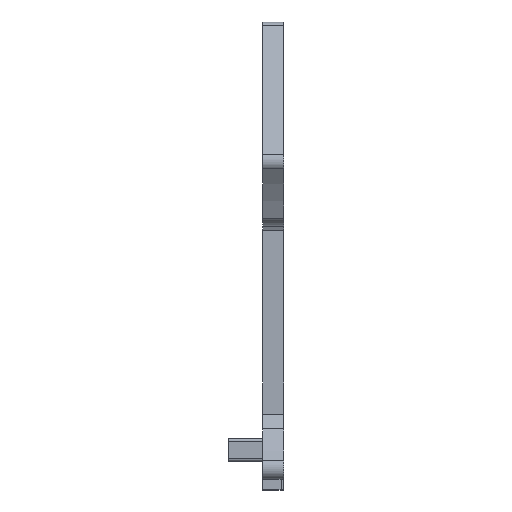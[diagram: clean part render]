
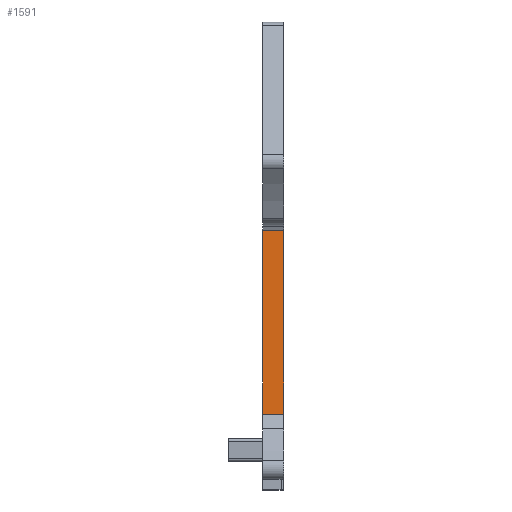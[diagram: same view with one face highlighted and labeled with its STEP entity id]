
A CAD part, front view. The second image highlights one B-rep face of the part: STEP entity #1591.
In plain terms, the highlighted planar face has unit normal (0, -1, 0).
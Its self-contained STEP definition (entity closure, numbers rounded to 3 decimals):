
#1578=AXIS2_PLACEMENT_3D('Plane Axis2P3D',#1575,#1576,#1577) ;
#259=CARTESIAN_POINT('Vertex',(2.465,6.298,5.406)) ;
#262=CARTESIAN_POINT('Line Origine',(2.465,6.298,11.955)) ;
#266=CARTESIAN_POINT('Vertex',(2.465,6.298,18.505)) ;
#477=CARTESIAN_POINT('Vertex',(3.965,6.298,18.505)) ;
#480=CARTESIAN_POINT('Line Origine',(3.965,6.298,11.955)) ;
#484=CARTESIAN_POINT('Vertex',(3.965,6.298,5.406)) ;
#1563=CARTESIAN_POINT('Line Origine',(3.215,6.298,18.505)) ;
#1575=CARTESIAN_POINT('Axis2P3D Location',(2.465,6.298,18.505)) ;
#1580=CARTESIAN_POINT('Line Origine',(3.215,6.298,5.406)) ;
#263=DIRECTION('Vector Direction',(0.,0.,-1.)) ;
#481=DIRECTION('Vector Direction',(0.,0.,-1.)) ;
#1564=DIRECTION('Vector Direction',(1.,0.,0.)) ;
#1576=DIRECTION('Axis2P3D Direction',(0.,-1.,0.)) ;
#1577=DIRECTION('Axis2P3D XDirection',(0.,0.,-1.)) ;
#1581=DIRECTION('Vector Direction',(1.,0.,0.)) ;
#264=VECTOR('Line Direction',#263,1.) ;
#482=VECTOR('Line Direction',#481,1.) ;
#1565=VECTOR('Line Direction',#1564,1.) ;
#1582=VECTOR('Line Direction',#1581,1.) ;
#1586=ORIENTED_EDGE('',*,*,#1567,.F.) ;
#1587=ORIENTED_EDGE('',*,*,#268,.T.) ;
#1588=ORIENTED_EDGE('',*,*,#1584,.T.) ;
#1589=ORIENTED_EDGE('',*,*,#486,.F.) ;
#1591=ADVANCED_FACE('V1',(#1590),#1579,.T.) ;
#268=EDGE_CURVE('',#267,#260,#265,.T.) ;
#486=EDGE_CURVE('',#478,#485,#483,.T.) ;
#1567=EDGE_CURVE('',#267,#478,#1566,.T.) ;
#1584=EDGE_CURVE('',#260,#485,#1583,.T.) ;
#1585=EDGE_LOOP('',(#1586,#1587,#1588,#1589)) ;
#1590=FACE_OUTER_BOUND('',#1585,.T.) ;
#265=LINE('Line',#262,#264) ;
#483=LINE('Line',#480,#482) ;
#1566=LINE('Line',#1563,#1565) ;
#1583=LINE('Line',#1580,#1582) ;
#1579=PLANE('',#1578) ;
#260=VERTEX_POINT('',#259) ;
#267=VERTEX_POINT('',#266) ;
#478=VERTEX_POINT('',#477) ;
#485=VERTEX_POINT('',#484) ;
